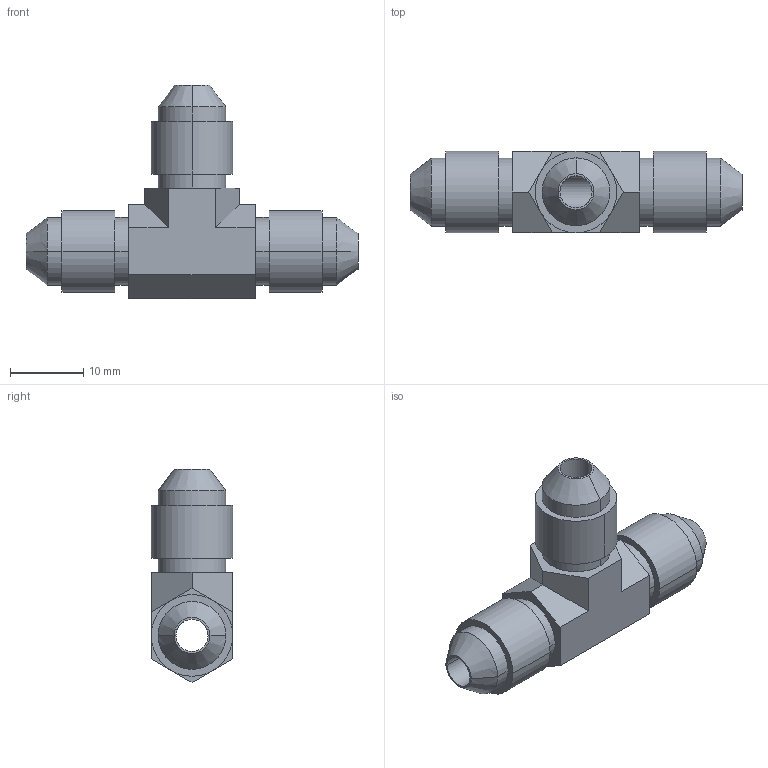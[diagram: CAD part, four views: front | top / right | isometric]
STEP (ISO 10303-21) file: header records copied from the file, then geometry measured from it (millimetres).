
FILE_DESCRIPTION((''),'2;1');
FILE_NAME('4_JTX-S_PRT','2002-10-15T',('ta29392'),(''),'PRO/ENGINEER BY PARAMETRIC TECHNOLOGY CORPORATION, 2002220','PRO/ENGINEER BY PARAMETRIC TECHNOLOGY CORPORATION, 2002220','');
FILE_SCHEMA(('CONFIG_CONTROL_DESIGN'));
Length unit declared in the file: inch
Products named in the file (1): 4_JTX-S_PRT
Bounding box: 45.21 x 11.11 x 29.02 mm (x, y, z)
Volume: 4473.4 mm3; surface area: 3244.8 mm2
Topology: 1 solids, 1 shells, 53 faces, 119 edges, 76 vertices
Faces by surface type: plane 24, cylinder 23, cone 6
Entity records: 1557 total; most frequent: CARTESIAN_POINT 284, DIRECTION 269, ORIENTED_EDGE 238, EDGE_CURVE 119, AXIS2_PLACEMENT_3D 101, VERTEX_POINT 76, VECTOR 67, LINE 67
